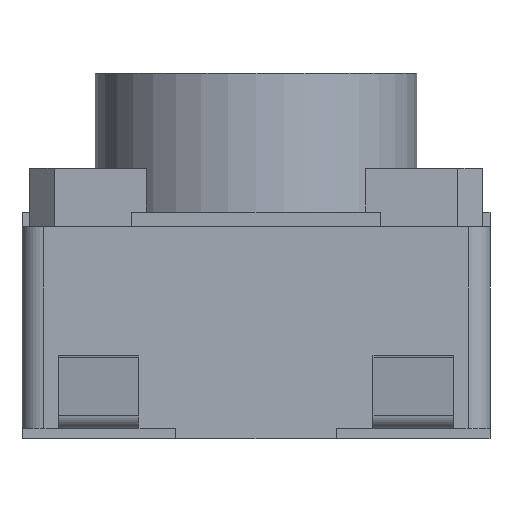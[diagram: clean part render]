
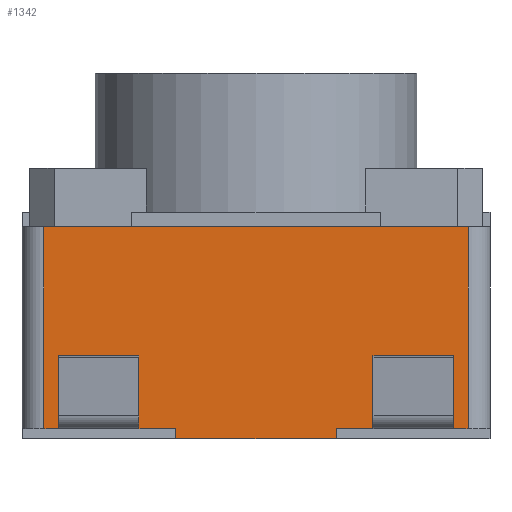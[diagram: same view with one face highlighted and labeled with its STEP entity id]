
A CAD part, left-side view. The second image highlights one B-rep face of the part: STEP entity #1342.
In plain terms, the highlighted planar face has unit normal (-1, 0, 0).
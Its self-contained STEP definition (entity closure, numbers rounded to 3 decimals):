
#1=DIRECTION('',(0.,-1.,0.));
#7=CARTESIAN_POINT('',(-2.1,0.55,0.));
#9=VECTOR('',#1,1.1);
#10=LINE('',#7,#9);
#11=CARTESIAN_POINT('',(-2.1,-0.55,0.));
#13=DIRECTION('',(0.,1.,0.));
#21=DIRECTION('',(-1.,0.,0.));
#33=VECTOR('',#1,0.55);
#36=DIRECTION('',(0.,0.,-1.));
#46=CARTESIAN_POINT('',(-2.1,1.35,0.169));
#76=VECTOR('',#36,1.38);
#77=CARTESIAN_POINT('',(-2.1,-1.45,1.45));
#78=LINE('',#77,#76);
#79=VECTOR('',#1,0.1);
#80=CARTESIAN_POINT('',(-2.1,-1.35,0.07));
#81=LINE('',#80,#79);
#82=DIRECTION('',(0.,0.,1.));
#83=VECTOR('',#82,0.099);
#84=LINE('',#80,#83);
#85=VECTOR('',#13,0.55);
#86=CARTESIAN_POINT('',(-2.1,-1.35,0.169));
#87=LINE('',#86,#85);
#88=VECTOR('',#36,0.099);
#89=CARTESIAN_POINT('',(-2.1,-0.8,0.169));
#90=LINE('',#89,#88);
#91=VECTOR('',#1,0.25);
#92=CARTESIAN_POINT('',(-2.1,-0.55,0.07));
#93=LINE('',#92,#91);
#94=VECTOR('',#82,0.07);
#95=LINE('',#11,#94);
#96=LINE('',#7,#94);
#97=CARTESIAN_POINT('',(-2.1,0.8,0.07));
#98=LINE('',#97,#91);
#99=CARTESIAN_POINT('',(-2.1,0.8,0.169));
#100=LINE('',#99,#88);
#101=LINE('',#46,#33);
#102=CARTESIAN_POINT('',(-2.1,1.35,0.07));
#103=LINE('',#102,#83);
#104=CARTESIAN_POINT('',(-2.1,1.45,0.07));
#105=LINE('',#104,#79);
#106=CARTESIAN_POINT('',(-2.1,1.45,1.45));
#107=LINE('',#106,#76);
#119=CARTESIAN_POINT('',(-2.1,-0.8,0.07));
#308=VECTOR('',#1,2.9);
#309=LINE('',#106,#308);
#953=VERTEX_POINT('',#7);
#954=VERTEX_POINT('',#11);
#963=CARTESIAN_POINT('',(-2.1,0.55,0.07));
#964=VERTEX_POINT('',#963);
#965=VERTEX_POINT('',#92);
#997=VERTEX_POINT('',#102);
#998=VERTEX_POINT('',#46);
#999=VERTEX_POINT('',#99);
#1000=VERTEX_POINT('',#97);
#1033=VERTEX_POINT('',#86);
#1035=VERTEX_POINT('',#89);
#1037=VERTEX_POINT('',#80);
#1038=VERTEX_POINT('',#119);
#1126=CARTESIAN_POINT('',(-2.1,-1.45,0.07));
#1128=VERTEX_POINT('',#1126);
#1129=VERTEX_POINT('',#77);
#1142=VERTEX_POINT('',#104);
#1145=VERTEX_POINT('',#106);
#1213=EDGE_CURVE('',#953,#954,#10,.T.);
#1271=EDGE_CURVE('',#997,#998,#103,.T.);
#1307=CARTESIAN_POINT('',(-2.1,1.6,0.));
#1308=AXIS2_PLACEMENT_3D('',#1307,#21,#1);
#1309=PLANE('',#1308);
#1310=EDGE_CURVE('',#1129,#1128,#78,.T.);
#1311=ORIENTED_EDGE('',*,*,#1310,.T.);
#1312=EDGE_CURVE('',#1037,#1128,#81,.T.);
#1313=ORIENTED_EDGE('',*,*,#1312,.F.);
#1314=EDGE_CURVE('',#1037,#1033,#84,.T.);
#1315=ORIENTED_EDGE('',*,*,#1314,.T.);
#1316=EDGE_CURVE('',#1033,#1035,#87,.T.);
#1317=ORIENTED_EDGE('',*,*,#1316,.T.);
#1318=EDGE_CURVE('',#1035,#1038,#90,.T.);
#1319=ORIENTED_EDGE('',*,*,#1318,.T.);
#1320=EDGE_CURVE('',#965,#1038,#93,.T.);
#1321=ORIENTED_EDGE('',*,*,#1320,.F.);
#1322=EDGE_CURVE('',#954,#965,#95,.T.);
#1323=ORIENTED_EDGE('',*,*,#1322,.F.);
#1324=ORIENTED_EDGE('',*,*,#1213,.F.);
#1325=EDGE_CURVE('',#953,#964,#96,.T.);
#1326=ORIENTED_EDGE('',*,*,#1325,.T.);
#1327=EDGE_CURVE('',#1000,#964,#98,.T.);
#1328=ORIENTED_EDGE('',*,*,#1327,.F.);
#1329=EDGE_CURVE('',#999,#1000,#100,.T.);
#1330=ORIENTED_EDGE('',*,*,#1329,.F.);
#1331=EDGE_CURVE('',#998,#999,#101,.T.);
#1332=ORIENTED_EDGE('',*,*,#1331,.F.);
#1333=ORIENTED_EDGE('',*,*,#1271,.F.);
#1334=EDGE_CURVE('',#1142,#997,#105,.T.);
#1335=ORIENTED_EDGE('',*,*,#1334,.F.);
#1336=EDGE_CURVE('',#1145,#1142,#107,.T.);
#1337=ORIENTED_EDGE('',*,*,#1336,.F.);
#1338=EDGE_CURVE('',#1145,#1129,#309,.T.);
#1339=ORIENTED_EDGE('',*,*,#1338,.T.);
#1340=EDGE_LOOP('',(#1311,#1313,#1315,#1317,#1319,#1321,#1323,#1324,#1326,#1328,#1330,#1332,#1333,#1335,#1337,#1339));
#1341=FACE_OUTER_BOUND('',#1340,.F.);
#1342=ADVANCED_FACE('',(#1341),#1309,.T.);
